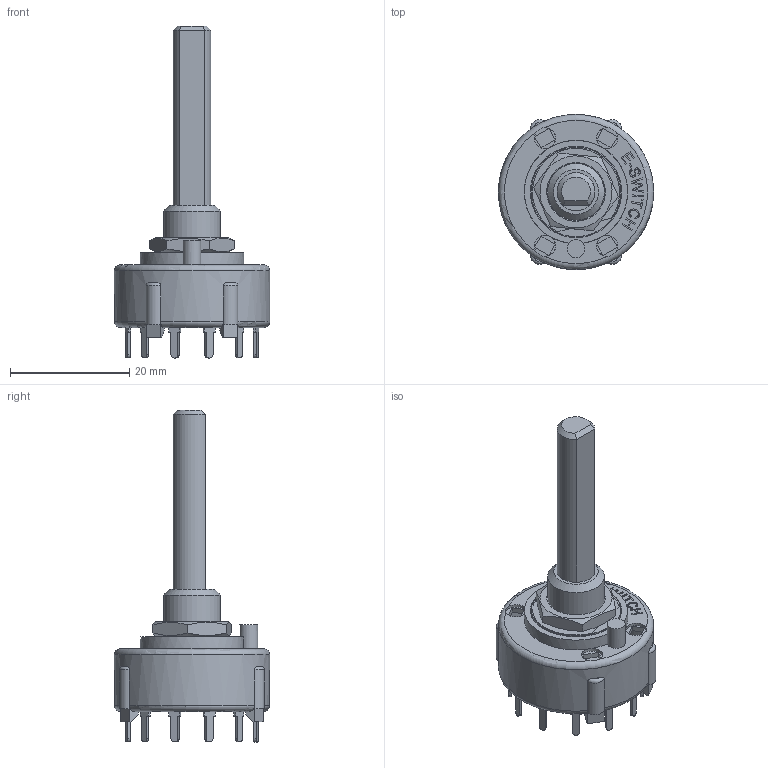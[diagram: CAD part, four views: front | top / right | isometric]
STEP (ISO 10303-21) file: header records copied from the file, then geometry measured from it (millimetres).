
FILE_DESCRIPTION(/* description */ (''),/* implementation_level */ '2;1');
FILE_NAME(/* name */ 'KC43A30.001NPS.stp',/* time_stamp */ '2021-01-11T23:07:44-06:00',/* author */ ('mwilliams'),/* organization */ (''),/* preprocessor_version */ 'ST-DEVELOPER v18',/* originating_system */ 'Autodesk Inventor 2020',/* authorisation */ '');
FILE_SCHEMA (('AUTOMOTIVE_DESIGN { 1 0 10303 214 3 1 1 }'));
Length unit declared in the file: inch
Products named in the file (1): G510283_Shrinkwrap_1
Bounding box: 26 x 26 x 55.6 mm (x, y, z)
Volume: 3928.6 mm3; surface area: 6116 mm2
Topology: 21 solids, 21 shells, 753 faces, 1969 edges, 1292 vertices
Faces by surface type: plane 525, bspline 164, cylinder 45, torus 13, cone 6
Full cylindrical faces by diameter (mm): 3 x1, 3.55 x4, 6.35 x1, 8.661 x1, 9.5 x1, 10.25 x1, 10.312 x1, 15 x1, 15.3 x1, 24 x1, 26 x1
Entity records: 24108 total; most frequent: CARTESIAN_POINT 6507, ORIENTED_EDGE 3938, DIRECTION 2923, EDGE_CURVE 1969, LINE 1459, VECTOR 1459, VERTEX_POINT 1292, EDGE_LOOP 859
